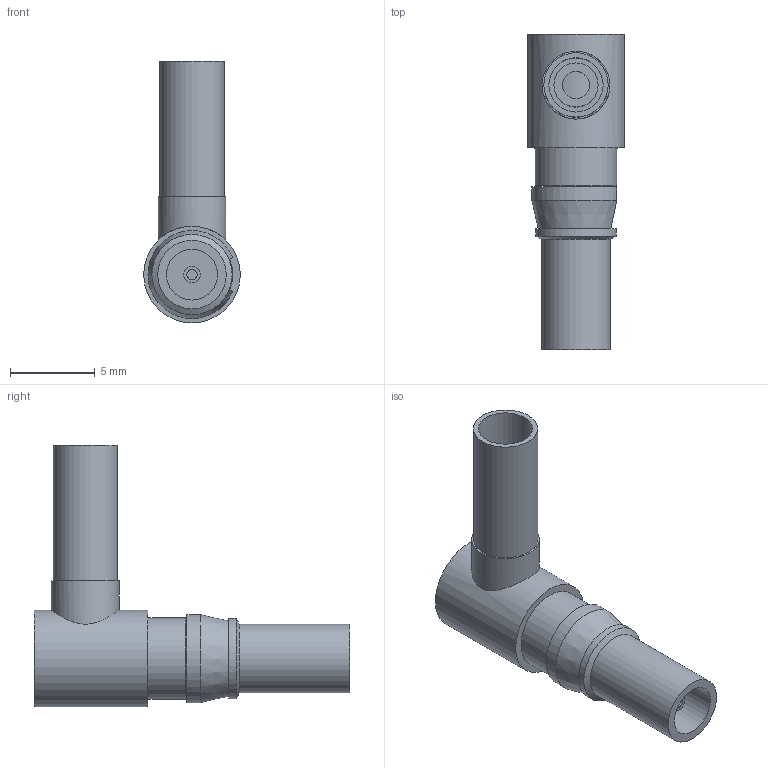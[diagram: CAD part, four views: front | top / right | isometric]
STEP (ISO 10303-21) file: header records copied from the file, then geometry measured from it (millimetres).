
FILE_DESCRIPTION(/* description */ (''),/* implementation_level */ '2;1');
FILE_NAME(/* name */ '100193912ugm000_b.stp',/* time_stamp */ '2013-12-20T09:58:35+01:00',/* author */ (''),/* organization */ (''),/* preprocessor_version */ 'ST-DEVELOPER v15',/* originating_system */ 'SIEMENS PLM Software NX 8.5',/* authorisation */ '');
FILE_SCHEMA (('AUTOMOTIVE_DESIGN { 1 0 10303 214 3 1 1 1 }'));
Length unit declared in the file: millimetre
Products named in the file (1): 100193912ugm000_b
Bounding box: 5.7 x 18.6 x 15.45 mm (x, y, z)
Volume: 378 mm3; surface area: 727.2 mm2
Topology: 1 solids, 1 shells, 32 faces, 55 edges, 36 vertices
Faces by surface type: plane 15, cylinder 15, cone 2
Full cylindrical faces by diameter (mm): 0.6 x1, 0.96 x1, 1.6 x1, 2.6 x1, 3 x2, 3.2 x1, 3.8 x1, 4 x1, 4.05 x1, 4.735 x1, 4.8 x1, 5.7 x1
Entity records: 825 total; most frequent: CARTESIAN_POINT 213, DIRECTION 132, ORIENTED_EDGE 80, AXIS2_PLACEMENT_3D 61, EDGE_LOOP 57, FACE_BOUND 49, EDGE_CURVE 40, VERTEX_POINT 35
